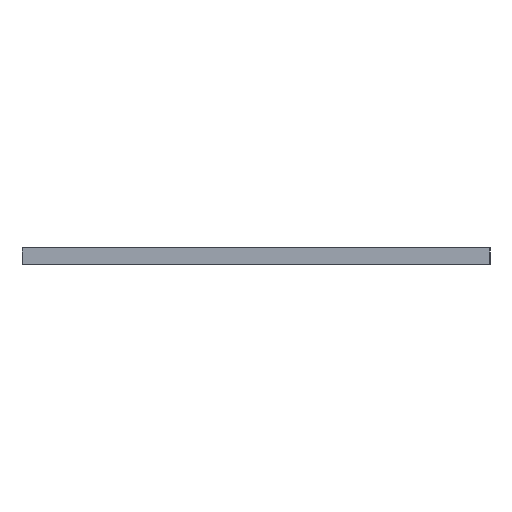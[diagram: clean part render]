
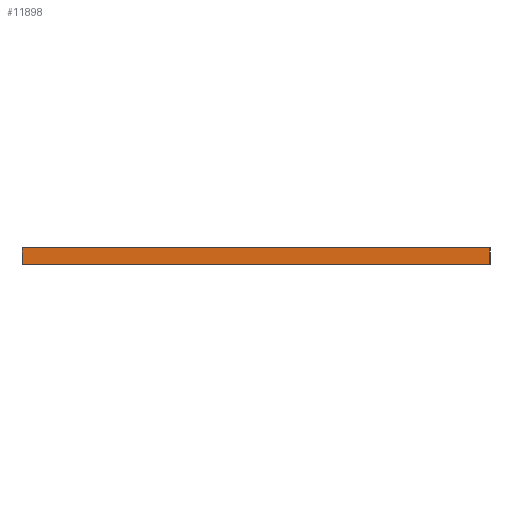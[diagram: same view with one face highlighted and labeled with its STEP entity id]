
A CAD part, left-side view. The second image highlights one B-rep face of the part: STEP entity #11898.
In plain terms, the highlighted planar face has unit normal (-1, 0, 0).
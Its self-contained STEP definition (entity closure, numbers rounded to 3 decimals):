
#11842 = VERTEX_POINT('',#11843);
#11843 = CARTESIAN_POINT('',(69.056,-116.681,1.51));
#11849 = EDGE_CURVE('',#11850,#11842,#11852,.T.);
#11850 = VERTEX_POINT('',#11851);
#11851 = CARTESIAN_POINT('',(69.056,-116.681,0.));
#11852 = LINE('',#11853,#11854);
#11853 = CARTESIAN_POINT('',(69.056,-116.681,0.));
#11854 = VECTOR('',#11855,1.);
#11855 = DIRECTION('',(0.,0.,1.));
#11898 = ADVANCED_FACE('',(#11899),#11924,.T.);
#11899 = FACE_BOUND('',#11900,.T.);
#11900 = EDGE_LOOP('',(#11901,#11902,#11910,#11918));
#11901 = ORIENTED_EDGE('',*,*,#11849,.T.);
#11902 = ORIENTED_EDGE('',*,*,#11903,.T.);
#11903 = EDGE_CURVE('',#11842,#11904,#11906,.T.);
#11904 = VERTEX_POINT('',#11905);
#11905 = CARTESIAN_POINT('',(69.056,-73.819,1.51));
#11906 = LINE('',#11907,#11908);
#11907 = CARTESIAN_POINT('',(69.056,-116.681,1.51));
#11908 = VECTOR('',#11909,1.);
#11909 = DIRECTION('',(0.,1.,0.));
#11910 = ORIENTED_EDGE('',*,*,#11911,.F.);
#11911 = EDGE_CURVE('',#11912,#11904,#11914,.T.);
#11912 = VERTEX_POINT('',#11913);
#11913 = CARTESIAN_POINT('',(69.056,-73.819,0.));
#11914 = LINE('',#11915,#11916);
#11915 = CARTESIAN_POINT('',(69.056,-73.819,0.));
#11916 = VECTOR('',#11917,1.);
#11917 = DIRECTION('',(0.,0.,1.));
#11918 = ORIENTED_EDGE('',*,*,#11919,.F.);
#11919 = EDGE_CURVE('',#11850,#11912,#11920,.T.);
#11920 = LINE('',#11921,#11922);
#11921 = CARTESIAN_POINT('',(69.056,-116.681,0.));
#11922 = VECTOR('',#11923,1.);
#11923 = DIRECTION('',(0.,1.,0.));
#11924 = PLANE('',#11925);
#11925 = AXIS2_PLACEMENT_3D('',#11926,#11927,#11928);
#11926 = CARTESIAN_POINT('',(69.056,-116.681,0.));
#11927 = DIRECTION('',(-1.,0.,0.));
#11928 = DIRECTION('',(0.,1.,0.));
